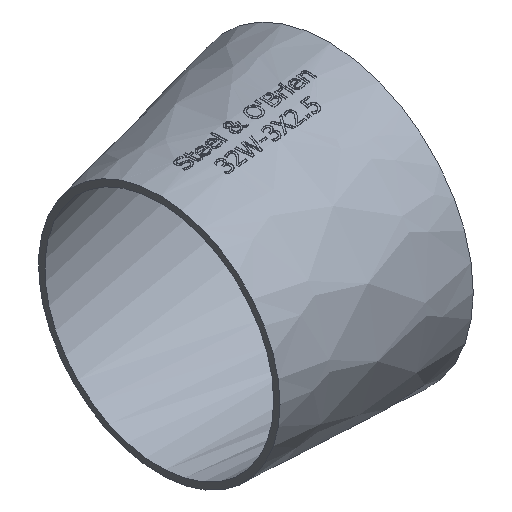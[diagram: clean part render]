
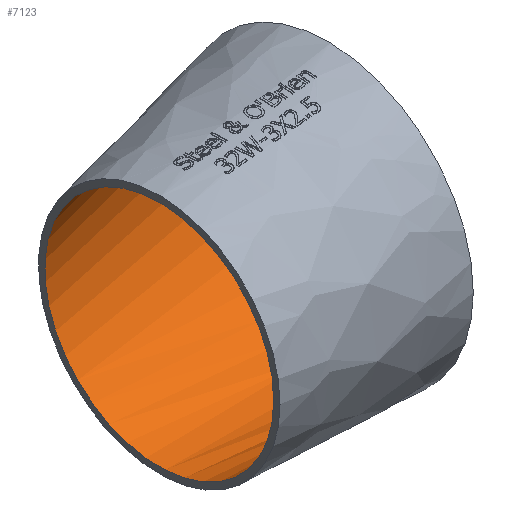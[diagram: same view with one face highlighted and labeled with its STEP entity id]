
A CAD part, isometric view. The second image highlights one B-rep face of the part: STEP entity #7123.
In plain terms, the highlighted free-form (B-spline) face has degree [1, 2] with [2, 9] control points.
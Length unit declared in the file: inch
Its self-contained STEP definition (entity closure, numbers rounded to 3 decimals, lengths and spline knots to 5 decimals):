
#1619=FACE_OUTER_BOUND('',#2024,.T.);
#2024=EDGE_LOOP('',(#6709,#6710,#6711,#6712,#6713,#6714));
#2100=CIRCLE('',#7370,1.435);
#2101=CIRCLE('',#7371,1.435);
#2102=CIRCLE('',#7372,1.185);
#2103=CIRCLE('',#7373,1.185);
#2696=B_SPLINE_CURVE_WITH_KNOTS('',1,(#16785,#16786),.UNSPECIFIED.,.F.,
 .F.,(2,2),(0.00187,1.41672),.UNSPECIFIED.);
#3427=VERTEX_POINT('',#16780);
#3428=VERTEX_POINT('',#16781);
#3429=VERTEX_POINT('',#16784);
#3430=VERTEX_POINT('',#16787);
#4525=EDGE_CURVE('',#3427,#3428,#2100,.T.);
#4526=EDGE_CURVE('',#3428,#3427,#2101,.T.);
#4527=EDGE_CURVE('',#3428,#3429,#2696,.T.);
#4528=EDGE_CURVE('',#3430,#3429,#2102,.T.);
#4529=EDGE_CURVE('',#3429,#3430,#2103,.T.);
#6709=ORIENTED_EDGE('',*,*,#4525,.F.);
#6710=ORIENTED_EDGE('',*,*,#4526,.F.);
#6711=ORIENTED_EDGE('',*,*,#4527,.T.);
#6712=ORIENTED_EDGE('',*,*,#4528,.F.);
#6713=ORIENTED_EDGE('',*,*,#4529,.F.);
#6714=ORIENTED_EDGE('',*,*,#4527,.F.);
#6738=(
BOUNDED_SURFACE()
B_SPLINE_SURFACE(1,2,((#16762,#16763,#16764,#16765,#16766,#16767,#16768,
#16769,#16770),(#16771,#16772,#16773,#16774,#16775,#16776,#16777,#16778,
#16779)),.UNSPECIFIED.,.F.,.T.,.F.)
B_SPLINE_SURFACE_WITH_KNOTS((2,2),(3,2,2,2,3),(-0.12777,1.51683),
(-3.14159,-1.5708,0.,1.5708,3.14159),
 .UNSPECIFIED.)
GEOMETRIC_REPRESENTATION_ITEM()
RATIONAL_B_SPLINE_SURFACE(((1.,0.707,1.,0.707,1.,
0.707,1.,0.707,1.),(1.,0.707,1.,0.707,
1.,0.707,1.,0.707,1.)))
REPRESENTATION_ITEM('')
SURFACE()
);
#7123=ADVANCED_FACE('',(#1619),#6738,.T.);
#7370=AXIS2_PLACEMENT_3D('',#16782,#8216,#8217);
#7371=AXIS2_PLACEMENT_3D('',#16783,#8218,#8219);
#7372=AXIS2_PLACEMENT_3D('',#16788,#8220,#8221);
#7373=AXIS2_PLACEMENT_3D('',#16789,#8222,#8223);
#8216=DIRECTION('center_axis',(-1.,0.,0.));
#8217=DIRECTION('ref_axis',(0.,-0.015,-1.));
#8218=DIRECTION('center_axis',(-1.,0.,0.));
#8219=DIRECTION('ref_axis',(0.,-0.015,-1.));
#8220=DIRECTION('center_axis',(1.,0.,0.));
#8221=DIRECTION('ref_axis',(0.,-0.015,-1.));
#8222=DIRECTION('center_axis',(1.,0.,0.));
#8223=DIRECTION('ref_axis',(0.,-0.015,-1.));
#16762=CARTESIAN_POINT('Ctrl Pts',(2.18325,0.25081,1.45774));
#16763=CARTESIAN_POINT('Ctrl Pts',(2.0065,1.68662,1.45774));
#16764=CARTESIAN_POINT('Ctrl Pts',(2.0065,1.68662,0.));
#16765=CARTESIAN_POINT('Ctrl Pts',(2.0065,1.68662,-1.45774));
#16766=CARTESIAN_POINT('Ctrl Pts',(2.18325,0.25081,-1.45774));
#16767=CARTESIAN_POINT('Ctrl Pts',(2.36001,-1.185,-1.45774));
#16768=CARTESIAN_POINT('Ctrl Pts',(2.36001,-1.185,0.));
#16769=CARTESIAN_POINT('Ctrl Pts',(2.36001,-1.185,1.45774));
#16770=CARTESIAN_POINT('Ctrl Pts',(2.18325,0.25081,1.45774));
#16771=CARTESIAN_POINT('Ctrl Pts',(-0.14152,-0.03538,
1.16718));
#16772=CARTESIAN_POINT('Ctrl Pts',(-0.28305,1.11424,
1.16718));
#16773=CARTESIAN_POINT('Ctrl Pts',(-0.28305,1.11424,
0.));
#16774=CARTESIAN_POINT('Ctrl Pts',(-0.28305,1.11424,
-1.16718));
#16775=CARTESIAN_POINT('Ctrl Pts',(-0.14152,-0.03538,
-1.16718));
#16776=CARTESIAN_POINT('Ctrl Pts',(0.,-1.185,
-1.16718));
#16777=CARTESIAN_POINT('Ctrl Pts',(0.,-1.185,0.));
#16778=CARTESIAN_POINT('Ctrl Pts',(0.,-1.185,
1.16718));
#16779=CARTESIAN_POINT('Ctrl Pts',(-0.14152,-0.03538,
1.16718));
#16780=CARTESIAN_POINT('',(2.,-1.185,0.));
#16781=CARTESIAN_POINT('',(2.,0.22825,1.43484));
#16782=CARTESIAN_POINT('Origin',(2.,0.25,0.));
#16783=CARTESIAN_POINT('Origin',(2.,0.25,0.));
#16784=CARTESIAN_POINT('',(0.,-0.01796,1.18486));
#16785=CARTESIAN_POINT('Ctrl Pts',(2.,0.22825,1.43484));
#16786=CARTESIAN_POINT('Ctrl Pts',(0.,-0.01796,
1.18486));
#16787=CARTESIAN_POINT('',(0.,-1.185,0.));
#16788=CARTESIAN_POINT('Origin',(0.,0.,0.));
#16789=CARTESIAN_POINT('Origin',(0.,0.,0.));
